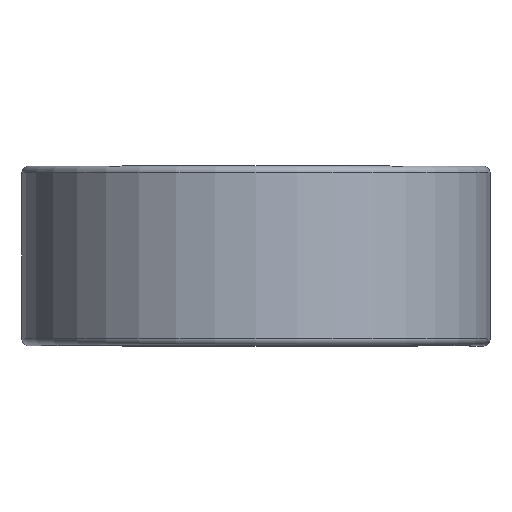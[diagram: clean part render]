
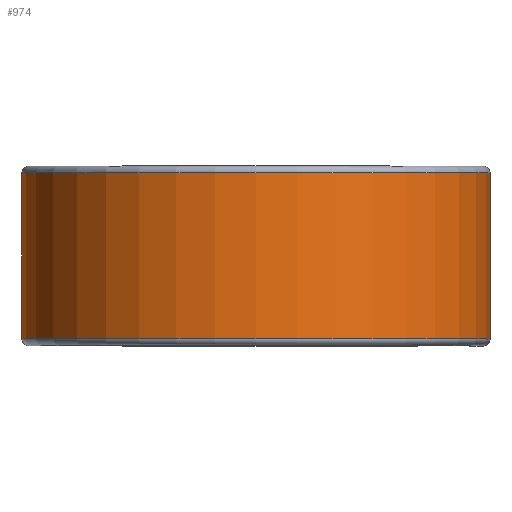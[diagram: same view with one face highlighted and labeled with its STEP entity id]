
A CAD part, top view. The second image highlights one B-rep face of the part: STEP entity #974.
In plain terms, the highlighted cylindrical face has radius 26.924 mm (diameter 53.848 mm), a partial arc.
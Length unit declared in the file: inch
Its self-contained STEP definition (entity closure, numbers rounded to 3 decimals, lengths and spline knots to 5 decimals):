
#68 = VERTEX_POINT ( 'NONE', #1020 ) ;
#70 = ORIENTED_EDGE ( 'NONE', *, *, #274, .F. ) ;
#146 = CARTESIAN_POINT ( 'NONE',  ( 1.06, 0.37625, 0. ) ) ;
#274 = EDGE_CURVE ( 'NONE', #589, #756, #1923, .T. ) ;
#320 = DIRECTION ( 'NONE',  ( 0., -1., 0. ) ) ;
#347 = FACE_OUTER_BOUND ( 'NONE', #2271, .T. ) ;
#350 = DIRECTION ( 'NONE',  ( 0., 1., 0. ) ) ;
#402 = CARTESIAN_POINT ( 'NONE',  ( 0., -0.37625, 0. ) ) ;
#553 = CIRCLE ( 'NONE', #1902, 1.06 ) ;
#579 = DIRECTION ( 'NONE',  ( 0., 0., -1. ) ) ;
#589 = VERTEX_POINT ( 'NONE', #2325 ) ;
#670 = CARTESIAN_POINT ( 'NONE',  ( 0., 0.375, 0. ) ) ;
#671 = EDGE_CURVE ( 'NONE', #1363, #68, #1183, .T. ) ;
#756 = VERTEX_POINT ( 'NONE', #2184 ) ;
#818 = ORIENTED_EDGE ( 'NONE', *, *, #1530, .T. ) ;
#822 = VECTOR ( 'NONE', #350, 39.37008 ) ;
#956 = CARTESIAN_POINT ( 'NONE',  ( 0., 0.37625, 0. ) ) ;
#974 = ADVANCED_FACE ( 'NONE', ( #347 ), #1963, .T. ) ;
#1020 = CARTESIAN_POINT ( 'NONE',  ( 1.06, 0.37625, 0. ) ) ;
#1137 = DIRECTION ( 'NONE',  ( 0., 0., -1. ) ) ;
#1183 = LINE ( 'NONE', #146, #822 ) ;
#1284 = CIRCLE ( 'NONE', #1412, 1.06 ) ;
#1363 = VERTEX_POINT ( 'NONE', #2030 ) ;
#1394 = CARTESIAN_POINT ( 'NONE',  ( 0., 0.37625, -1.06 ) ) ;
#1412 = AXIS2_PLACEMENT_3D ( 'NONE', #402, #1667, #579 ) ;
#1442 = EDGE_CURVE ( 'NONE', #1363, #589, #1284, .T. ) ;
#1451 = ORIENTED_EDGE ( 'NONE', *, *, #1442, .F. ) ;
#1484 = ORIENTED_EDGE ( 'NONE', *, *, #671, .T. ) ;
#1530 = EDGE_CURVE ( 'NONE', #68, #756, #553, .T. ) ;
#1667 = DIRECTION ( 'NONE',  ( 0., -1., 0. ) ) ;
#1786 = DIRECTION ( 'NONE',  ( 0., 0., -1. ) ) ;
#1789 = DIRECTION ( 'NONE',  ( 0., 1., 0. ) ) ;
#1902 = AXIS2_PLACEMENT_3D ( 'NONE', #956, #2263, #1137 ) ;
#1923 = LINE ( 'NONE', #1394, #2208 ) ;
#1963 = CYLINDRICAL_SURFACE ( 'NONE', #2083, 1.06 ) ;
#2030 = CARTESIAN_POINT ( 'NONE',  ( 1.06, -0.37625, 0. ) ) ;
#2083 = AXIS2_PLACEMENT_3D ( 'NONE', #670, #320, #1786 ) ;
#2184 = CARTESIAN_POINT ( 'NONE',  ( 0., 0.37625, -1.06 ) ) ;
#2208 = VECTOR ( 'NONE', #1789, 39.37008 ) ;
#2263 = DIRECTION ( 'NONE',  ( 0., -1., 0. ) ) ;
#2271 = EDGE_LOOP ( 'NONE', ( #1484, #818, #70, #1451 ) ) ;
#2325 = CARTESIAN_POINT ( 'NONE',  ( 0., -0.37625, -1.06 ) ) ;
